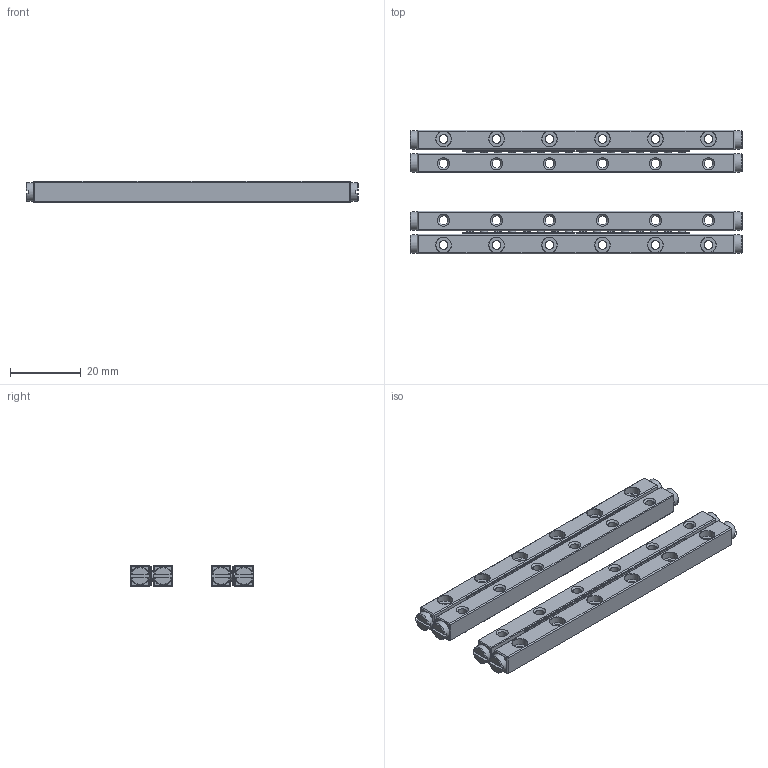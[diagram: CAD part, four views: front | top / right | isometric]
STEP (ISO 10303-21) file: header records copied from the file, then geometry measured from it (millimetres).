
FILE_DESCRIPTION(/* description */ (''),/* implementation_level */ '2;1');
FILE_NAME(/* name */ 'Set RSD-2090x16AA.stp',/* time_stamp */ '2018-11-22T14:27:59+01:00',/* author */ (''),/* organization */ (''),/* preprocessor_version */ 'ST-DEVELOPER v16.7',/* originating_system */ 'SIEMENS PLM Software NX 12.0',/* authorisation */ '');
FILE_SCHEMA (('AUTOMOTIVE_DESIGN { 1 0 10303 214 3 1 1 1 }'));
Length unit declared in the file: millimetre
Products named in the file (1): rhn153C8CD6l9r2
Bounding box: 94 x 35 x 6 mm (x, y, z)
Volume: 10881.3 mm3; surface area: 12804.5 mm2
Topology: 46 solids, 46 shells, 1484 faces, 3936 edges, 2552 vertices
Faces by surface type: plane 768, cylinder 564, cone 152
Full cylindrical faces by diameter (mm): 2 x32, 2.1 x8, 2.459 x24, 2.5 x8, 2.7 x8, 4.3 x24, 5.2 x8
Entity records: 44060 total; most frequent: DIRECTION 7826, CARTESIAN_POINT 7533, ORIENTED_EDGE 6928, EDGE_CURVE 3464, AXIS2_PLACEMENT_3D 2853, VERTEX_POINT 2336, LINE 2120, VECTOR 2120
